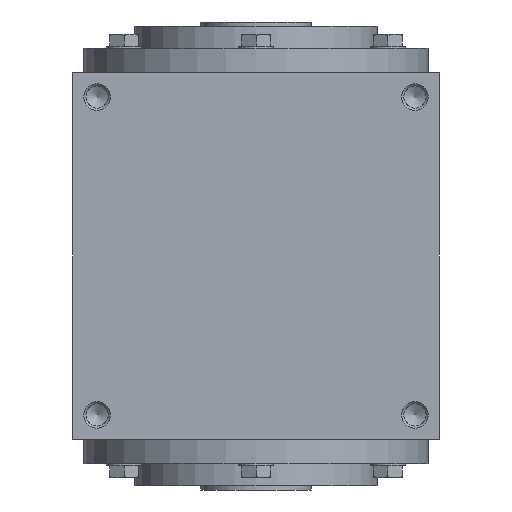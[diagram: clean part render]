
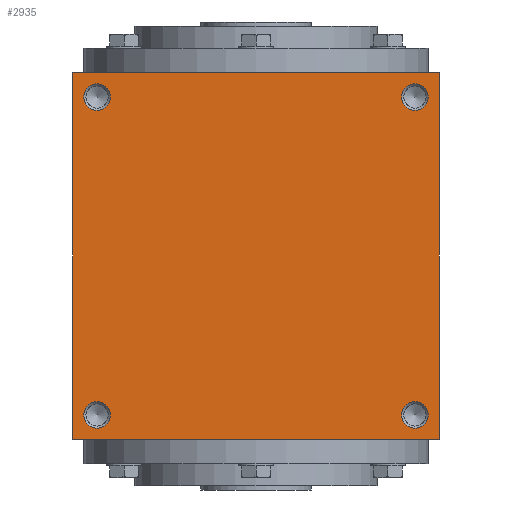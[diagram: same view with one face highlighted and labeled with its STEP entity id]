
A CAD part, left-side view. The second image highlights one B-rep face of the part: STEP entity #2935.
In plain terms, the highlighted face is planar.
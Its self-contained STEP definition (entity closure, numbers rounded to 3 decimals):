
#272=PLANE('',#4514);
#397=LINE('',#6299,#525);
#401=LINE('',#6316,#529);
#404=LINE('',#6332,#532);
#407=LINE('',#6346,#535);
#525=VECTOR('',#5264,1000.);
#529=VECTOR('',#5278,1000.);
#532=VECTOR('',#5293,1000.);
#535=VECTOR('',#5306,1000.);
#951=ORIENTED_EDGE('',*,*,#1582,.F.);
#952=ORIENTED_EDGE('',*,*,#1583,.T.);
#953=ORIENTED_EDGE('',*,*,#1584,.F.);
#954=ORIENTED_EDGE('',*,*,#1585,.T.);
#955=ORIENTED_EDGE('',*,*,#1557,.F.);
#956=ORIENTED_EDGE('',*,*,#1580,.F.);
#957=ORIENTED_EDGE('',*,*,#1573,.F.);
#958=ORIENTED_EDGE('',*,*,#1565,.F.);
#1557=EDGE_CURVE('',#1865,#1866,#397,.T.);
#1565=EDGE_CURVE('',#1866,#1873,#401,.T.);
#1573=EDGE_CURVE('',#1873,#1880,#404,.T.);
#1580=EDGE_CURVE('',#1880,#1865,#407,.T.);
#1582=EDGE_CURVE('',#1886,#1886,#2067,.T.);
#1583=EDGE_CURVE('',#1887,#1887,#2068,.T.);
#1584=EDGE_CURVE('',#1888,#1888,#2069,.T.);
#1585=EDGE_CURVE('',#1889,#1889,#2070,.T.);
#1865=VERTEX_POINT('',#6300);
#1866=VERTEX_POINT('',#6301);
#1873=VERTEX_POINT('',#6317);
#1880=VERTEX_POINT('',#6333);
#1886=VERTEX_POINT('',#6350);
#1887=VERTEX_POINT('',#6352);
#1888=VERTEX_POINT('',#6354);
#1889=VERTEX_POINT('',#6356);
#2067=CIRCLE('',#4515,6.);
#2068=CIRCLE('',#4516,6.);
#2069=CIRCLE('',#4517,6.);
#2070=CIRCLE('',#4518,6.);
#2237=EDGE_LOOP('',(#951));
#2238=EDGE_LOOP('',(#952));
#2239=EDGE_LOOP('',(#953));
#2240=EDGE_LOOP('',(#954));
#2241=EDGE_LOOP('',(#955,#956,#957,#958));
#2558=FACE_BOUND('',#2237,.T.);
#2559=FACE_BOUND('',#2238,.T.);
#2560=FACE_BOUND('',#2239,.T.);
#2561=FACE_BOUND('',#2240,.T.);
#2562=FACE_BOUND('',#2241,.T.);
#2935=ADVANCED_FACE('',(#2558,#2559,#2560,#2561,#2562),#272,.F.);
#4514=AXIS2_PLACEMENT_3D('',#6348,#5308,#5309);
#4515=AXIS2_PLACEMENT_3D('',#6349,#5310,#5311);
#4516=AXIS2_PLACEMENT_3D('',#6351,#5312,#5313);
#4517=AXIS2_PLACEMENT_3D('',#6353,#5314,#5315);
#4518=AXIS2_PLACEMENT_3D('',#6355,#5316,#5317);
#5264=DIRECTION('',(0.,-1.,0.));
#5278=DIRECTION('',(1.,0.,0.));
#5293=DIRECTION('',(0.,1.,0.));
#5306=DIRECTION('',(-1.,0.,0.));
#5308=DIRECTION('',(0.,0.,1.));
#5309=DIRECTION('',(1.,0.,0.));
#5310=DIRECTION('',(0.,0.,-1.));
#5311=DIRECTION('',(-1.,0.,0.));
#5312=DIRECTION('',(0.,0.,1.));
#5313=DIRECTION('',(1.,0.,0.));
#5314=DIRECTION('',(0.,0.,-1.));
#5315=DIRECTION('',(-1.,0.,0.));
#5316=DIRECTION('',(0.,0.,1.));
#5317=DIRECTION('',(1.,0.,0.));
#6299=CARTESIAN_POINT('',(-83.,83.,-83.));
#6300=CARTESIAN_POINT('',(-83.,83.,-83.));
#6301=CARTESIAN_POINT('',(-83.,-83.,-83.));
#6316=CARTESIAN_POINT('',(-83.,-83.,-83.));
#6317=CARTESIAN_POINT('',(83.,-83.,-83.));
#6332=CARTESIAN_POINT('',(83.,-83.,-83.));
#6333=CARTESIAN_POINT('',(83.,83.,-83.));
#6346=CARTESIAN_POINT('',(83.,83.,-83.));
#6348=CARTESIAN_POINT('',(0.,0.,-83.));
#6349=CARTESIAN_POINT('',(-72.,72.,-83.));
#6350=CARTESIAN_POINT('',(-78.,72.,-83.));
#6351=CARTESIAN_POINT('',(72.,72.,-83.));
#6352=CARTESIAN_POINT('',(78.,72.,-83.));
#6353=CARTESIAN_POINT('',(-72.,-72.,-83.));
#6354=CARTESIAN_POINT('',(-78.,-72.,-83.));
#6355=CARTESIAN_POINT('',(72.,-72.,-83.));
#6356=CARTESIAN_POINT('',(78.,-72.,-83.));
